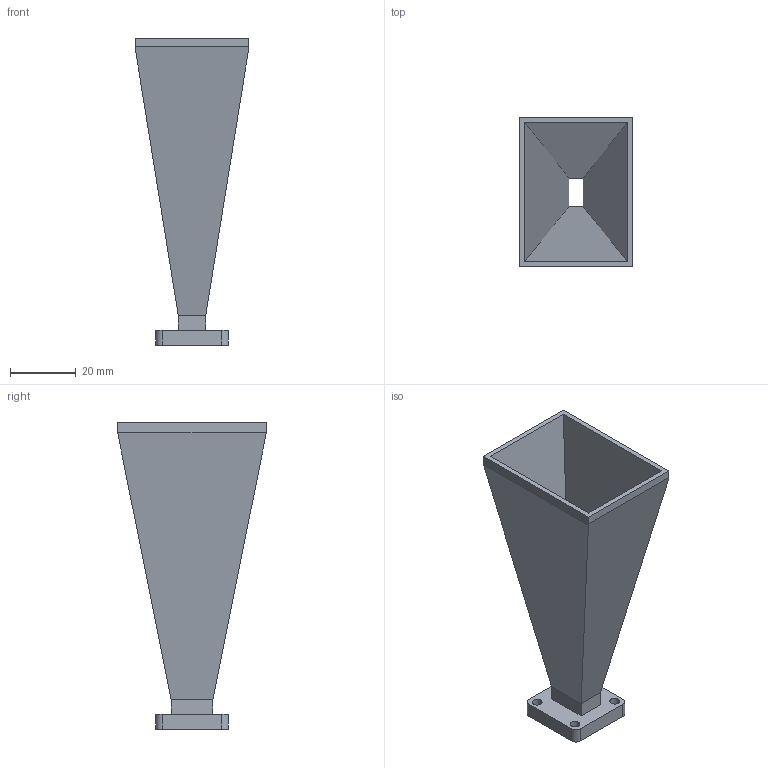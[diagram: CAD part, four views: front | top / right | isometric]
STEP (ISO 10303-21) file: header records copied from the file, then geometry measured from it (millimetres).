
FILE_DESCRIPTION (( 'STEP AP214' ), '1' );
FILE_NAME ('FMWAN034-20.step', '2021-09-15T18:10:26', ( '' ), ( '' ), 'SwSTEP 2.0', 'SolidWorks 2021', '' );
FILE_SCHEMA (( 'AUTOMOTIVE_DESIGN' ));
Length unit declared in the file: millimetre
Products named in the file (1): FMWAN034-20
Bounding box: 34.38 x 45.31 x 93 mm (x, y, z)
Volume: 19808.6 mm3; surface area: 17901 mm2
Topology: 1 solids, 1 shells, 40 faces, 112 edges, 76 vertices
Faces by surface type: plane 28, cylinder 12
Entity records: 1357 total; most frequent: CARTESIAN_POINT 229, ORIENTED_EDGE 224, DIRECTION 218, EDGE_CURVE 112, LINE 88, VECTOR 88, VERTEX_POINT 76, AXIS2_PLACEMENT_3D 65
